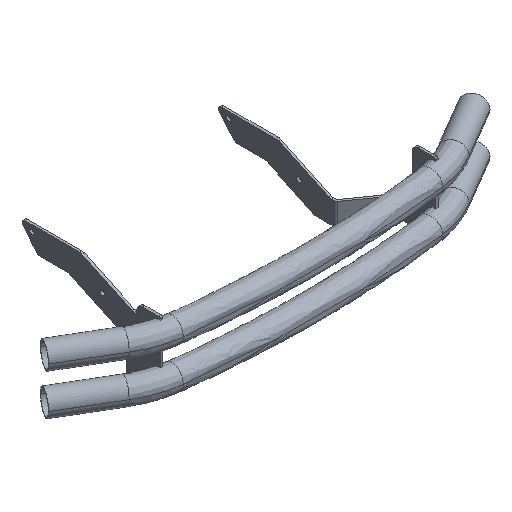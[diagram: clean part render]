
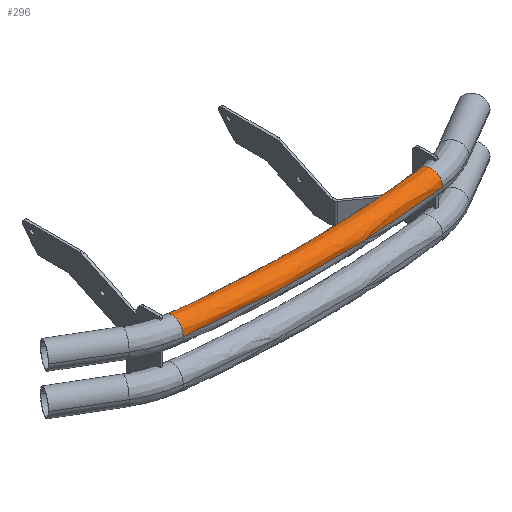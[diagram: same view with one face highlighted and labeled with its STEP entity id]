
A CAD part, isometric view. The second image highlights one B-rep face of the part: STEP entity #296.
In plain terms, the highlighted free-form (B-spline) face has degree [2, 2] with [3, 5] control points.
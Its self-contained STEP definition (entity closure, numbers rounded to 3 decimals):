
#70 = VERTEX_POINT('',#71);
#71 = CARTESIAN_POINT('',(-208.402,-25.941,
    -4.387));
#79 = VERTEX_POINT('',#80);
#80 = CARTESIAN_POINT('',(-203.608,11.568,-4.387
    ));
#113 = EDGE_CURVE('',#70,#114,#116,.T.);
#114 = VERTEX_POINT('',#115);
#115 = CARTESIAN_POINT('',(208.402,-25.941,
    -4.387));
#116 = ( BOUNDED_CURVE() B_SPLINE_CURVE(2,(#117,#118,#119),
.UNSPECIFIED.,.F.,.F.) B_SPLINE_CURVE_WITH_KNOTS((3,3),(4.585,
4.839),.PIECEWISE_BEZIER_KNOTS.) CURVE() 
GEOMETRIC_REPRESENTATION_ITEM() RATIONAL_B_SPLINE_CURVE((1.,
0.992,1.)) REPRESENTATION_ITEM('') );
#117 = CARTESIAN_POINT('',(-208.402,-25.941,
    -4.387));
#118 = CARTESIAN_POINT('',(0.,-52.575,
    -4.387));
#119 = CARTESIAN_POINT('',(208.402,-25.941,-4.387
    ));
#122 = EDGE_CURVE('',#79,#123,#125,.T.);
#123 = VERTEX_POINT('',#124);
#124 = CARTESIAN_POINT('',(203.608,11.568,
    -4.387));
#125 = ( BOUNDED_CURVE() B_SPLINE_CURVE(2,(#126,#127,#128),
.UNSPECIFIED.,.F.,.F.) B_SPLINE_CURVE_WITH_KNOTS((3,3),(4.585,
4.839),.PIECEWISE_BEZIER_KNOTS.) CURVE() 
GEOMETRIC_REPRESENTATION_ITEM() RATIONAL_B_SPLINE_CURVE((1.,
0.992,1.)) REPRESENTATION_ITEM('') );
#126 = CARTESIAN_POINT('',(-203.608,11.568,
    -4.387));
#127 = CARTESIAN_POINT('',(0.,-14.453,
    -4.387));
#128 = CARTESIAN_POINT('',(203.608,11.568,
    -4.387));
#273 = EDGE_CURVE('',#70,#79,#274,.T.);
#274 = ( BOUNDED_CURVE() B_SPLINE_CURVE(2,(#275,#276,#277,#278,#279),
.UNSPECIFIED.,.F.,.F.) B_SPLINE_CURVE_WITH_KNOTS((3,2,3),(0.,
1.571,3.142),.PIECEWISE_BEZIER_KNOTS.) CURVE() 
GEOMETRIC_REPRESENTATION_ITEM() RATIONAL_B_SPLINE_CURVE((1.,
0.707,1.,0.707,1.)) REPRESENTATION_ITEM('') );
#275 = CARTESIAN_POINT('',(-208.402,-25.941,
    -4.387));
#276 = CARTESIAN_POINT('',(-208.402,-25.941,
    14.52));
#277 = CARTESIAN_POINT('',(-206.005,-7.187,
    14.52));
#278 = CARTESIAN_POINT('',(-203.608,11.568,
    14.52));
#279 = CARTESIAN_POINT('',(-203.608,11.568,
    -4.387));
#296 = ADVANCED_FACE('',(#297),#310,.T.);
#297 = FACE_BOUND('',#298,.T.);
#298 = EDGE_LOOP('',(#299,#300,#301,#302));
#299 = ORIENTED_EDGE('',*,*,#122,.F.);
#300 = ORIENTED_EDGE('',*,*,#273,.F.);
#301 = ORIENTED_EDGE('',*,*,#113,.T.);
#302 = ORIENTED_EDGE('',*,*,#303,.T.);
#303 = EDGE_CURVE('',#114,#123,#304,.T.);
#304 = ( BOUNDED_CURVE() B_SPLINE_CURVE(2,(#305,#306,#307,#308,#309),
.UNSPECIFIED.,.F.,.F.) B_SPLINE_CURVE_WITH_KNOTS((3,2,3),(0.,
1.571,3.142),.PIECEWISE_BEZIER_KNOTS.) CURVE() 
GEOMETRIC_REPRESENTATION_ITEM() RATIONAL_B_SPLINE_CURVE((1.,
0.707,1.,0.707,1.)) REPRESENTATION_ITEM('') );
#305 = CARTESIAN_POINT('',(208.402,-25.941,
    -4.387));
#306 = CARTESIAN_POINT('',(208.402,-25.941,
    14.52));
#307 = CARTESIAN_POINT('',(206.005,-7.187,
    14.52));
#308 = CARTESIAN_POINT('',(203.608,11.568,
    14.52));
#309 = CARTESIAN_POINT('',(203.608,11.568,
    -4.387));
#310 = ( BOUNDED_SURFACE() B_SPLINE_SURFACE(2,2,(
    (#311,#312,#313,#314,#315)
    ,(#316,#317,#318,#319,#320)
    ,(#321,#322,#323,#324,#325
)),.UNSPECIFIED.,.F.,.F.,.F.) B_SPLINE_SURFACE_WITH_KNOTS((3,3),(3,2,3),
  (0.,0.254),(0.,1.571,3.142),
.PIECEWISE_BEZIER_KNOTS.) GEOMETRIC_REPRESENTATION_ITEM() 
RATIONAL_B_SPLINE_SURFACE((
    (1.,0.707,1.,0.707,1.)
    ,(0.992,0.701,0.992,0.701
      ,0.992)
,(1.,0.707,1.,0.707,1.
))) REPRESENTATION_ITEM('') SURFACE() );
#311 = CARTESIAN_POINT('',(-208.402,-25.941,
    -4.387));
#312 = CARTESIAN_POINT('',(-208.402,-25.941,
    14.52));
#313 = CARTESIAN_POINT('',(-206.005,-7.187,
    14.52));
#314 = CARTESIAN_POINT('',(-203.608,11.568,
    14.52));
#315 = CARTESIAN_POINT('',(-203.608,11.568,
    -4.387));
#316 = CARTESIAN_POINT('',(0.,-52.575,
    -4.387));
#317 = CARTESIAN_POINT('',(0.,-52.575,
    14.52));
#318 = CARTESIAN_POINT('',(0.,-33.514,
    14.52));
#319 = CARTESIAN_POINT('',(0.,-14.453,
    14.52));
#320 = CARTESIAN_POINT('',(0.,-14.453,
    -4.387));
#321 = CARTESIAN_POINT('',(208.402,-25.941,
    -4.387));
#322 = CARTESIAN_POINT('',(208.402,-25.941,
    14.52));
#323 = CARTESIAN_POINT('',(206.005,-7.187,
    14.52));
#324 = CARTESIAN_POINT('',(203.608,11.568,
    14.52));
#325 = CARTESIAN_POINT('',(203.608,11.568,
    -4.387));
